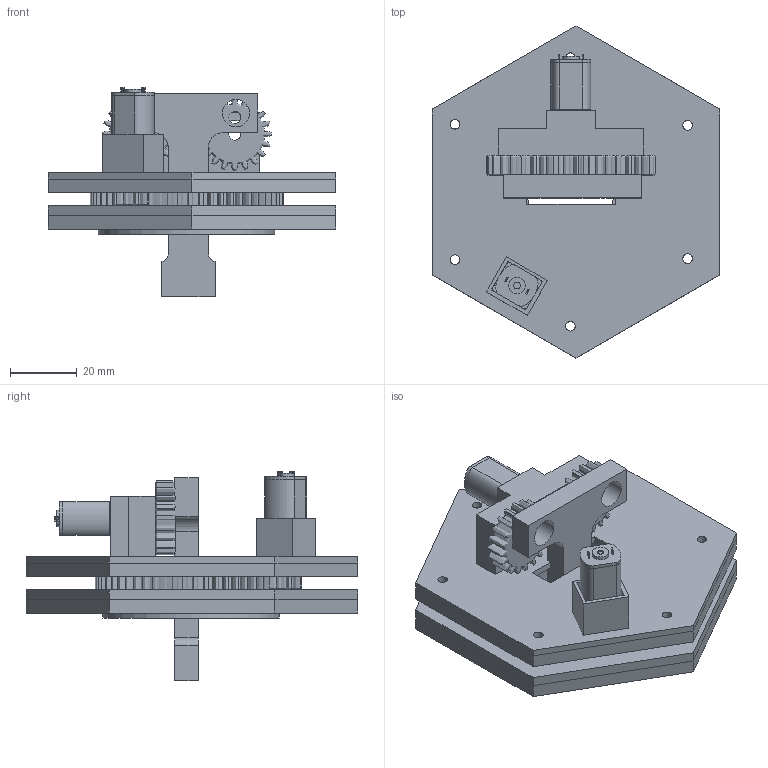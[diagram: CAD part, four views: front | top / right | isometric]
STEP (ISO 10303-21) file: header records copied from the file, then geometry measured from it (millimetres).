
FILE_DESCRIPTION(/* description */ ('','CAx-IF Rec.Pracs.---Representation and Presentation of Product Manufacturing Information (PMI)---4.0---2014-10-13'),/* implementation_level */ '2;1');
FILE_NAME(/* name */ 'Internal mechanics.step',/* time_stamp */ '2025-03-28T15:50:52+01:00',/* author */ (''),/* organization */ (''),/* preprocessor_version */ 'ST-DEVELOPER v20',/* originating_system */ 'Autodesk Translation Framework v13.20.0.188',/* authorisation */ '');
FILE_SCHEMA (('AP242_MANAGED_MODEL_BASED_3D_ENGINEERING_MIM_LF { 1 0 10303 442 1 1 4 }'));
Products named in the file (14): All internal mechanics in STEP; B - gear box; Upper collar; Lower collar; Upper collar_1; Wobbly wobb; Motor M; Brazo M; 1x_Drive_Pinion; 2x_Spur_Gear; 1x_Rotation_Pinion; Motor M_1; Brazo M_1; Upper collar_2
Assembly tree (14 placements, depth 3):
  All internal mechanics in STEP
    B - gear box
    Upper collar
    Lower collar
    Upper collar_1
    Wobbly wobb
    Motor M
      Brazo M
    1x_Drive_Pinion
    2x_Spur_Gear  x2
    1x_Rotation_Pinion
    Motor M_1
      Brazo M_1
    Upper collar_2
Bounding box: 86.29 x 99.63 x 62.77 mm (x, y, z)
Volume: 103660.3 mm3; surface area: 80061.4 mm2
Topology: 44 solids, 44 shells, 446 faces, 855 edges, 570 vertices
Faces by surface type: plane 264, cylinder 127, other 45, bspline 8, torus 2
Full cylindrical faces by diameter (mm): 0.4 x8, 1 x8, 2 x12, 2.2 x4, 2.89 x2, 2.893 x1, 2.895 x1, 2.897 x1, 2.898 x2, 2.9 x2, 2.901 x2, 2.903 x2, 2.907 x2, 3 x12, 3.071 x2, 3.245 x1, 3.246 x1, 3.248 x1, 3.487 x1, 3.708 x2, 3.9 x2, 4 x4, 4.708 x2, 4.996 x2, 5 x4, 5.498 x1, 5.501 x1, 5.506 x1, 8.225 x1, 8.23 x1
Entity records: 11544 total; most frequent: DIRECTION 2005, CARTESIAN_POINT 1910, ORIENTED_EDGE 1710, EDGE_CURVE 855, AXIS2_PLACEMENT_3D 729, VERTEX_POINT 570, LINE 547, VECTOR 547
